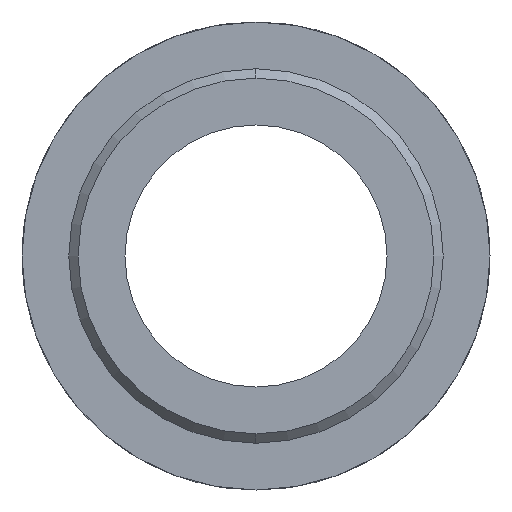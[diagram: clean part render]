
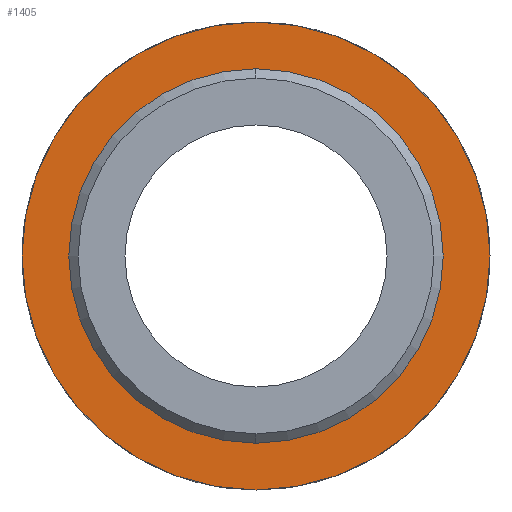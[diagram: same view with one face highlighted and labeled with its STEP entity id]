
A CAD part, left-side view. The second image highlights one B-rep face of the part: STEP entity #1405.
In plain terms, the highlighted planar face has unit normal (-1, 0, 0).
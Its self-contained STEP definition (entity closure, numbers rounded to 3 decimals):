
#1405=ADVANCED_FACE('',(#1607,#1608),#1576,.F.);
#1576=PLANE('',#4008);
#1607=FACE_BOUND('',#1798,.T.);
#1608=FACE_BOUND('',#1799,.T.);
#1798=EDGE_LOOP('',(#2797,#2798));
#1799=EDGE_LOOP('',(#2799,#2800));
#2797=ORIENTED_EDGE('',*,*,#3294,.F.);
#2798=ORIENTED_EDGE('',*,*,#3309,.F.);
#2799=ORIENTED_EDGE('',*,*,#3714,.T.);
#2800=ORIENTED_EDGE('',*,*,#3715,.T.);
#2921=VERTEX_POINT('',#5193);
#2922=VERTEX_POINT('',#5195);
#3199=VERTEX_POINT('',#6041);
#3200=VERTEX_POINT('',#6042);
#3294=EDGE_CURVE('',#2921,#2922,#3767,.T.);
#3309=EDGE_CURVE('',#2922,#2921,#3773,.T.);
#3714=EDGE_CURVE('',#3199,#3200,#3775,.T.);
#3715=EDGE_CURVE('',#3200,#3199,#3776,.T.);
#3767=CIRCLE('',#3849,25.);
#3773=CIRCLE('',#3858,25.);
#3775=CIRCLE('',#4006,20.);
#3776=CIRCLE('',#4007,20.);
#3849=AXIS2_PLACEMENT_3D('',#5194,#4203,#4204);
#3858=AXIS2_PLACEMENT_3D('',#5221,#4230,#4231);
#4006=AXIS2_PLACEMENT_3D('',#6040,#4929,#4930);
#4007=AXIS2_PLACEMENT_3D('',#6043,#4931,#4932);
#4008=AXIS2_PLACEMENT_3D('',#6044,#4933,#4934);
#4203=DIRECTION('',(1.,0.,0.));
#4204=DIRECTION('',(0.,0.,1.));
#4230=DIRECTION('',(1.,0.,0.));
#4231=DIRECTION('',(0.,0.,-1.));
#4929=DIRECTION('',(1.,0.,0.));
#4930=DIRECTION('',(0.,0.,1.));
#4931=DIRECTION('',(1.,0.,0.));
#4932=DIRECTION('',(0.,0.,-1.));
#4933=DIRECTION('',(1.,0.,0.));
#4934=DIRECTION('',(0.,0.,1.));
#5193=CARTESIAN_POINT('',(11.,0.,25.));
#5194=CARTESIAN_POINT('',(11.,0.,0.));
#5195=CARTESIAN_POINT('',(11.,0.,-25.));
#5221=CARTESIAN_POINT('',(11.,0.,0.));
#6040=CARTESIAN_POINT('',(11.,0.,0.));
#6041=CARTESIAN_POINT('',(11.,0.,20.));
#6042=CARTESIAN_POINT('',(11.,0.,-20.));
#6043=CARTESIAN_POINT('',(11.,0.,0.));
#6044=CARTESIAN_POINT('',(11.,0.,0.));
